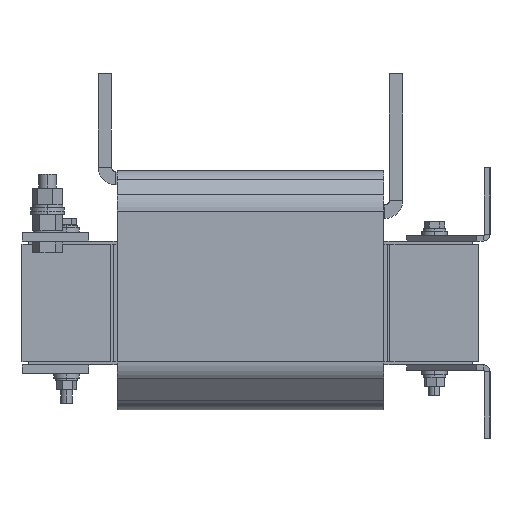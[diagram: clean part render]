
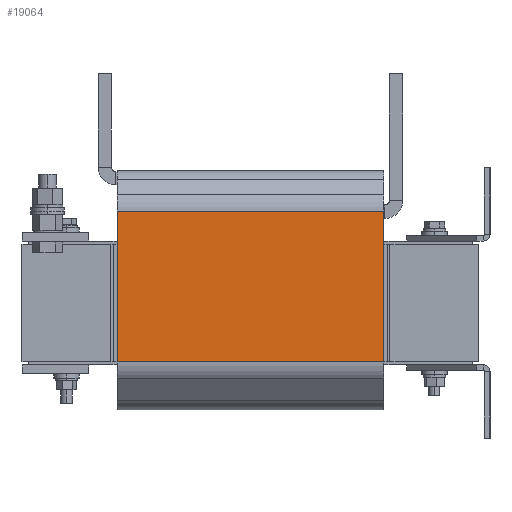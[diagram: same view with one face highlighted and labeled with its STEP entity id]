
A CAD part, left-side view. The second image highlights one B-rep face of the part: STEP entity #19064.
In plain terms, the highlighted planar face has unit normal (-1, 0, 0).
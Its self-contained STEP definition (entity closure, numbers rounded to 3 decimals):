
#713 = VERTEX_POINT ( 'NONE', #14296 ) ;
#1803 = VECTOR ( 'NONE', #14705, 1000. ) ;
#2054 = DIRECTION ( 'NONE',  ( 0., 0., 1. ) ) ;
#2111 = CARTESIAN_POINT ( 'NONE',  ( -227.75, 285.5, 82.712 ) ) ;
#2189 = AXIS2_PLACEMENT_3D ( 'NONE', #4946, #8056, #17583 ) ;
#2589 = LINE ( 'NONE', #11516, #18886 ) ;
#3646 = ORIENTED_EDGE ( 'NONE', *, *, #15641, .T. ) ;
#4363 = CARTESIAN_POINT ( 'NONE',  ( -227.75, 45.5, 82.712 ) ) ;
#4398 = LINE ( 'NONE', #7269, #9352 ) ;
#4946 = CARTESIAN_POINT ( 'NONE',  ( -227.75, 285.5, 0. ) ) ;
#7269 = CARTESIAN_POINT ( 'NONE',  ( -227.75, 285.5, -53.096 ) ) ;
#7381 = ORIENTED_EDGE ( 'NONE', *, *, #9034, .F. ) ;
#7464 = VERTEX_POINT ( 'NONE', #13766 ) ;
#7511 = EDGE_CURVE ( 'Defeature ausgef�hrt5_7+Defeature ausgef�hrt5_17+Defeature ausgef�hrt5_0+Defeature ausgef�hrt5_1', #713, #7464, #4398, .T. ) ;
#7791 = VECTOR ( 'NONE', #9588, 1000. ) ;
#8056 = DIRECTION ( 'NONE',  ( 1., 0., 0. ) ) ;
#8576 = EDGE_LOOP ( 'NONE', ( #3646, #19007, #7381, #12474 ) ) ;
#8980 = LINE ( 'NONE', #2111, #1803 ) ;
#9034 = EDGE_CURVE ( 'Defeature ausgef�hrt5_0+Defeature ausgef�hrt5_7+Defeature ausgef�hrt5_17+Defeature ausgef�hrt5_15', #713, #14445, #2589, .T. ) ;
#9352 = VECTOR ( 'NONE', #15274, 1000. ) ;
#9581 = EDGE_CURVE ( 'Defeature ausgef�hrt5_7+Defeature ausgef�hrt5_15+Defeature ausgef�hrt5_1+Defeature ausgef�hrt5_0', #11934, #14445, #8980, .T. ) ;
#9588 = DIRECTION ( 'NONE',  ( 0., 0., 1. ) ) ;
#10967 = CARTESIAN_POINT ( 'NONE',  ( -227.75, 285.5, 82.712 ) ) ;
#11127 = CARTESIAN_POINT ( 'NONE',  ( -227.75, 45.5, 0. ) ) ;
#11298 = LINE ( 'NONE', #11127, #7791 ) ;
#11516 = CARTESIAN_POINT ( 'NONE',  ( -227.75, 285.5, 0. ) ) ;
#11934 = VERTEX_POINT ( 'NONE', #4363 ) ;
#12474 = ORIENTED_EDGE ( 'NONE', *, *, #7511, .T. ) ;
#13766 = CARTESIAN_POINT ( 'NONE',  ( -227.75, 45.5, -53.096 ) ) ;
#14296 = CARTESIAN_POINT ( 'NONE',  ( -227.75, 285.5, -53.096 ) ) ;
#14445 = VERTEX_POINT ( 'NONE', #10967 ) ;
#14705 = DIRECTION ( 'NONE',  ( 0., 1., 0. ) ) ;
#15274 = DIRECTION ( 'NONE',  ( 0., -1., 0. ) ) ;
#15641 = EDGE_CURVE ( 'Defeature ausgef�hrt5_7+Defeature ausgef�hrt5_1+Defeature ausgef�hrt5_17+Defeature ausgef�hrt5_15', #7464, #11934, #11298, .T. ) ;
#17517 = PLANE ( 'NONE',  #2189 ) ;
#17583 = DIRECTION ( 'NONE',  ( 0., -1., 0. ) ) ;
#18886 = VECTOR ( 'NONE', #2054, 1000. ) ;
#19007 = ORIENTED_EDGE ( 'NONE', *, *, #9581, .T. ) ;
#19064 = ADVANCED_FACE ( 'Defeature ausgef�hrt5_7', ( #20440 ), #17517, .F. ) ;
#20440 = FACE_OUTER_BOUND ( 'NONE', #8576, .T. ) ;
